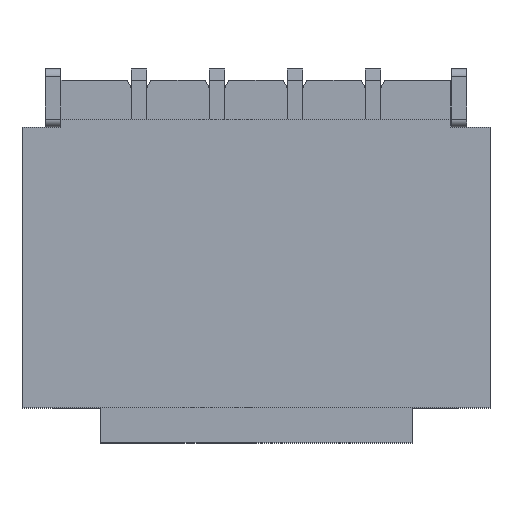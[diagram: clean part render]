
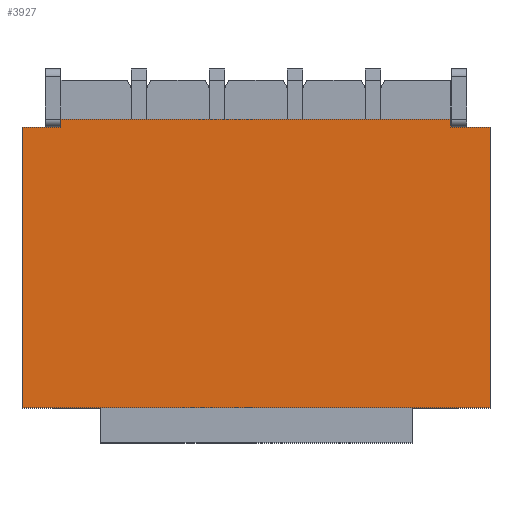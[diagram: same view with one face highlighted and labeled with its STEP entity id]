
A CAD part, top view. The second image highlights one B-rep face of the part: STEP entity #3927.
In plain terms, the highlighted planar face has unit normal (0, 0, 1).
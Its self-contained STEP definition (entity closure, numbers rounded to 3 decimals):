
#140=LINE('',#5550,#642);
#270=LINE('',#5850,#772);
#277=LINE('',#5863,#779);
#343=LINE('',#5998,#845);
#344=LINE('',#6000,#846);
#345=LINE('',#6002,#847);
#346=LINE('',#6003,#848);
#347=LINE('',#6005,#849);
#642=VECTOR('',#4491,1000.);
#772=VECTOR('',#4741,1000.);
#779=VECTOR('',#4750,1000.);
#845=VECTOR('',#4858,1000.);
#846=VECTOR('',#4859,1000.);
#847=VECTOR('',#4860,1000.);
#848=VECTOR('',#4861,1000.);
#849=VECTOR('',#4862,1000.);
#1531=ORIENTED_EDGE('',*,*,#2466,.T.);
#1532=ORIENTED_EDGE('',*,*,#2473,.F.);
#1533=ORIENTED_EDGE('',*,*,#2539,.F.);
#1534=ORIENTED_EDGE('',*,*,#2540,.T.);
#1535=ORIENTED_EDGE('',*,*,#2541,.F.);
#1536=ORIENTED_EDGE('',*,*,#2316,.T.);
#1537=ORIENTED_EDGE('',*,*,#2542,.T.);
#1538=ORIENTED_EDGE('',*,*,#2543,.T.);
#2316=EDGE_CURVE('',#2874,#2873,#140,.T.);
#2466=EDGE_CURVE('',#2984,#2985,#270,.T.);
#2473=EDGE_CURVE('',#2988,#2985,#277,.T.);
#2539=EDGE_CURVE('',#3037,#2988,#343,.T.);
#2540=EDGE_CURVE('',#3037,#3038,#344,.T.);
#2541=EDGE_CURVE('',#2874,#3038,#345,.T.);
#2542=EDGE_CURVE('',#2873,#3039,#346,.T.);
#2543=EDGE_CURVE('',#3039,#2984,#347,.T.);
#2873=VERTEX_POINT('',#5549);
#2874=VERTEX_POINT('',#5551);
#2984=VERTEX_POINT('',#5851);
#2985=VERTEX_POINT('',#5852);
#2988=VERTEX_POINT('',#5862);
#3037=VERTEX_POINT('',#5999);
#3038=VERTEX_POINT('',#6001);
#3039=VERTEX_POINT('',#6004);
#3375=EDGE_LOOP('',(#1531,#1532,#1533,#1534,#1535,#1536,#1537,#1538));
#3577=FACE_BOUND('',#3375,.T.);
#3751=PLANE('',#4209);
#3927=ADVANCED_FACE('',(#3577),#3751,.T.);
#4209=AXIS2_PLACEMENT_3D('',#5997,#4856,#4857);
#4491=DIRECTION('',(0.,1.,0.));
#4741=DIRECTION('',(-1.,0.,0.));
#4750=DIRECTION('',(0.,1.,0.));
#4856=DIRECTION('',(0.,0.,1.));
#4857=DIRECTION('',(0.,-1.,0.));
#4858=DIRECTION('',(-1.,0.,0.));
#4859=DIRECTION('',(0.,1.,0.));
#4860=DIRECTION('',(1.,0.,0.));
#4861=DIRECTION('',(-1.,0.,0.));
#4862=DIRECTION('',(0.,-1.,0.));
#5549=CARTESIAN_POINT('',(2.5,1.6,1.5));
#5550=CARTESIAN_POINT('',(2.5,-2.1,1.5));
#5551=CARTESIAN_POINT('',(2.5,1.5,1.5));
#5850=CARTESIAN_POINT('',(-2.5,1.5,1.5));
#5851=CARTESIAN_POINT('',(-2.5,1.5,1.5));
#5852=CARTESIAN_POINT('',(-3.,1.5,1.5));
#5862=CARTESIAN_POINT('',(-3.,-2.1,1.5));
#5863=CARTESIAN_POINT('',(-3.,-2.1,1.5));
#5997=CARTESIAN_POINT('',(3.,-2.1,1.5));
#5998=CARTESIAN_POINT('',(3.,-2.1,1.5));
#5999=CARTESIAN_POINT('',(3.,-2.1,1.5));
#6000=CARTESIAN_POINT('',(3.,-2.1,1.5));
#6001=CARTESIAN_POINT('',(3.,1.5,1.5));
#6002=CARTESIAN_POINT('',(2.5,1.5,1.5));
#6003=CARTESIAN_POINT('',(-3.,1.6,1.5));
#6004=CARTESIAN_POINT('',(-2.5,1.6,1.5));
#6005=CARTESIAN_POINT('',(-2.5,-2.1,1.5));
